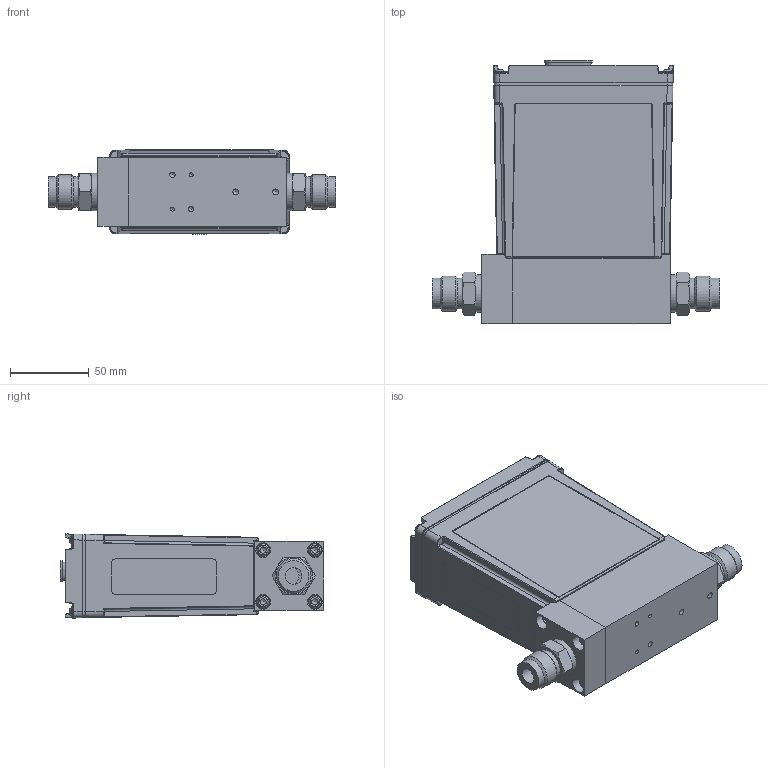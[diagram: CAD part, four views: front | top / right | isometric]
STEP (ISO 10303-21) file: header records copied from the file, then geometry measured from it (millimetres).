
FILE_DESCRIPTION (( 'STEP AP203' ), '1' );
FILE_NAME ('G250 I250 ASSY analog 15-pin 8vcr.STEP', '2014-12-03T19:14:48', ( 'MKS' ), ( 'Microsoft' ), 'SwSTEP 2.0', 'SolidWorks 2012', '' );
FILE_SCHEMA (( 'CONFIG_CONTROL_DESIGN' ));
Products named in the file (1): G250 I250 ASSY analog 15-pin 8vcr
Bounding box: 182.91 x 167.56 x 53.57 mm (x, y, z)
Volume: 317113 mm3; surface area: 221276.8 mm2
Topology: 37 solids, 37 shells, 3105 faces, 7744 edges, 4739 vertices
Faces by surface type: plane 1100, cylinder 916, bspline 676, cone 220, sphere 113, torus 80
Full cylindrical faces by diameter (mm): 0.61 x30, 0.635 x2, 1.191 x1, 1.397 x16, 1.994 x1, 2.261 x4, 2.362 x4, 2.438 x1, 2.5 x2, 2.606 x1, 2.705 x8, 2.845 x2, 3.023 x2, 3.048 x4, 3.454 x6, 3.556 x2, 3.797 x6, 4.039 x4, 4.064 x2, 4.597 x1, 4.826 x4, 5.08 x2, 5.105 x4, 5.944 x4, 6.35 x2, 6.858 x4, 7.938 x4, 9.525 x5, 9.921 x1, 10.668 x2
Entity records: 119623 total; most frequent: CARTESIAN_POINT 54170, ORIENTED_EDGE 14528, DIRECTION 11655, EDGE_CURVE 7264, VERTEX_POINT 4668, AXIS2_PLACEMENT_3D 4128, EDGE_LOOP 3670, LINE 3399
